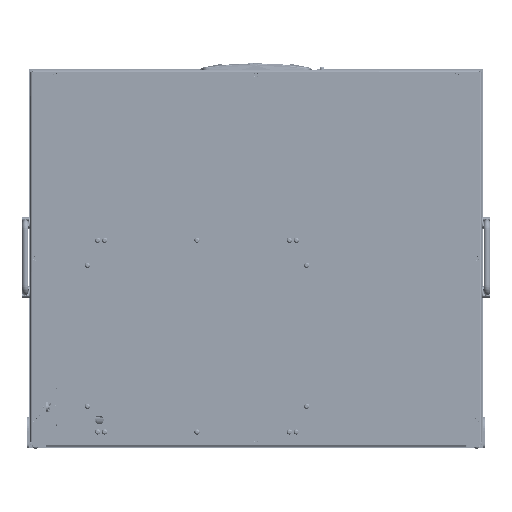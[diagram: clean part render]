
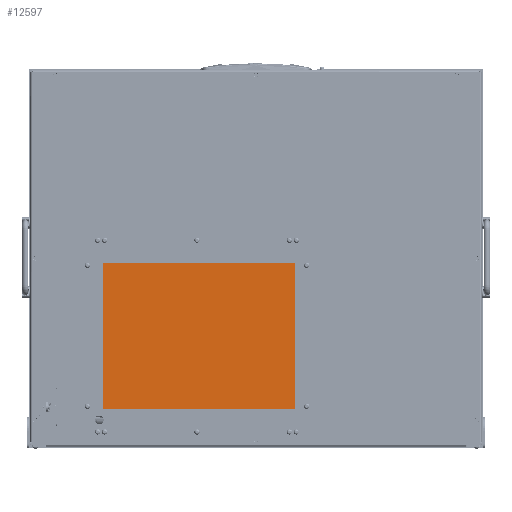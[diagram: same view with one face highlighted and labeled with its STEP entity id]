
A CAD part, front view. The second image highlights one B-rep face of the part: STEP entity #12597.
In plain terms, the highlighted planar face has unit normal (0, -1, 0).
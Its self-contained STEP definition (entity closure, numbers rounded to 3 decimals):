
#189 = AXIS2_PLACEMENT_3D ( 'NONE', #43694, #36206, #15606 ) ;
#2395 = CARTESIAN_POINT ( 'NONE',  ( 135.25, -4.5, -105.65 ) ) ;
#2995 = EDGE_CURVE ( 'NONE', #78265, #22212, #34255, .T. ) ;
#5765 = DIRECTION ( 'NONE',  ( 0., 0., -1. ) ) ;
#5924 = LINE ( 'NONE', #64328, #91710 ) ;
#12323 = CARTESIAN_POINT ( 'NONE',  ( -141.75, -4.5, -105.65 ) ) ;
#12486 = DIRECTION ( 'NONE',  ( 1., 0., 0. ) ) ;
#12597 = ADVANCED_FACE ( 'NONE', ( #72687 ), #78764, .T. ) ;
#13113 = LINE ( 'NONE', #77634, #76616 ) ;
#15606 = DIRECTION ( 'NONE',  ( 0., 0., -1. ) ) ;
#16037 = EDGE_CURVE ( 'NONE', #32046, #78265, #13113, .T. ) ;
#17465 = CARTESIAN_POINT ( 'NONE',  ( -141.75, -4.5, 105.65 ) ) ;
#22212 = VERTEX_POINT ( 'NONE', #31746 ) ;
#24874 = VECTOR ( 'NONE', #5765, 1000. ) ;
#31746 = CARTESIAN_POINT ( 'NONE',  ( -141.75, -4.5, -105.65 ) ) ;
#31788 = VECTOR ( 'NONE', #65853, 1000. ) ;
#32046 = VERTEX_POINT ( 'NONE', #73335 ) ;
#32276 = ORIENTED_EDGE ( 'NONE', *, *, #2995, .T. ) ;
#34255 = LINE ( 'NONE', #12323, #24874 ) ;
#36206 = DIRECTION ( 'NONE',  ( 0., -1., 0. ) ) ;
#37346 = ORIENTED_EDGE ( 'NONE', *, *, #16037, .T. ) ;
#41360 = EDGE_CURVE ( 'NONE', #22212, #79946, #5924, .T. ) ;
#43694 = CARTESIAN_POINT ( 'NONE',  ( 135.25, -4.5, 105.65 ) ) ;
#59766 = ORIENTED_EDGE ( 'NONE', *, *, #41360, .T. ) ;
#61050 = EDGE_LOOP ( 'NONE', ( #78253, #37346, #32276, #59766 ) ) ;
#64328 = CARTESIAN_POINT ( 'NONE',  ( 135.25, -4.5, -105.65 ) ) ;
#65853 = DIRECTION ( 'NONE',  ( 0., 0., 1. ) ) ;
#71448 = EDGE_CURVE ( 'NONE', #79946, #32046, #73353, .T. ) ;
#72687 = FACE_OUTER_BOUND ( 'NONE', #61050, .T. ) ;
#73335 = CARTESIAN_POINT ( 'NONE',  ( 135.25, -4.5, 105.65 ) ) ;
#73353 = LINE ( 'NONE', #81245, #31788 ) ;
#76616 = VECTOR ( 'NONE', #91670, 1000. ) ;
#77634 = CARTESIAN_POINT ( 'NONE',  ( 135.25, -4.5, 105.65 ) ) ;
#78253 = ORIENTED_EDGE ( 'NONE', *, *, #71448, .T. ) ;
#78265 = VERTEX_POINT ( 'NONE', #17465 ) ;
#78764 = PLANE ( 'NONE',  #189 ) ;
#79946 = VERTEX_POINT ( 'NONE', #2395 ) ;
#81245 = CARTESIAN_POINT ( 'NONE',  ( 135.25, -4.5, -105.65 ) ) ;
#91670 = DIRECTION ( 'NONE',  ( -1., 0., 0. ) ) ;
#91710 = VECTOR ( 'NONE', #12486, 1000. ) ;
